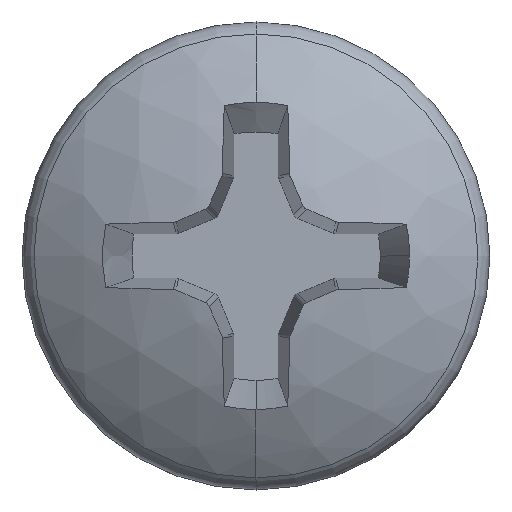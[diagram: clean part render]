
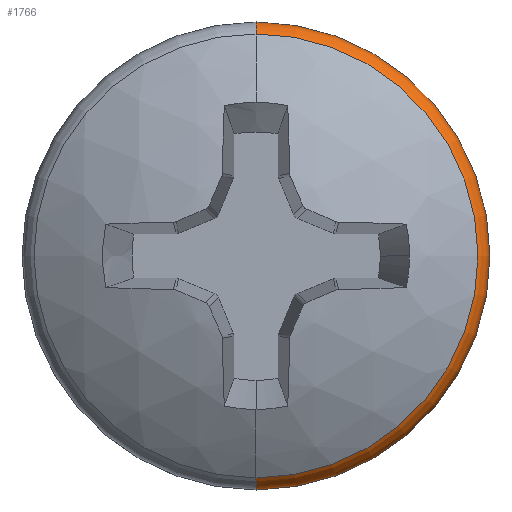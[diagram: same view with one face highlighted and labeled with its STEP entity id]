
A CAD part, top view. The second image highlights one B-rep face of the part: STEP entity #1766.
In plain terms, the highlighted toroidal (fillet/blend) face has major radius 2.986 mm and minor radius 0.444 mm.
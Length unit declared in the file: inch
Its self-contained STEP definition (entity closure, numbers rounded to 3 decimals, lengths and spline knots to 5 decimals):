
#138 = CARTESIAN_POINT ( 'NONE',  ( 0., 0., 0.35255 ) ) ;
#257 = ORIENTED_EDGE ( 'NONE', *, *, #2080, .T. ) ;
#485 = DIRECTION ( 'NONE',  ( 0., -1., 0. ) ) ;
#509 = DIRECTION ( 'NONE',  ( -1., 0., 0. ) ) ;
#622 = ORIENTED_EDGE ( 'NONE', *, *, #2092, .F. ) ;
#935 = VERTEX_POINT ( 'NONE', #3190 ) ;
#936 = DIRECTION ( 'NONE',  ( 0., -1., 0. ) ) ;
#1062 = EDGE_LOOP ( 'NONE', ( #3439, #257, #622, #2167, #3662 ) ) ;
#1172 = DIRECTION ( 'NONE',  ( 1., 0., 0. ) ) ;
#1199 = CARTESIAN_POINT ( 'NONE',  ( 0., 0., 0.35255 ) ) ;
#1289 = VERTEX_POINT ( 'NONE', #2983 ) ;
#1567 = CARTESIAN_POINT ( 'NONE',  ( 0., 0., 0.36647 ) ) ;
#1580 = DIRECTION ( 'NONE',  ( 0., -1., 0. ) ) ;
#1728 = CIRCLE ( 'NONE', #2849, 0.01746 ) ;
#1766 = ADVANCED_FACE ( 'NONE', ( #2873 ), #3773, .T. ) ;
#1873 = VERTEX_POINT ( 'NONE', #4496 ) ;
#1940 = DIRECTION ( 'NONE',  ( 0., -1., 0. ) ) ;
#2010 = VERTEX_POINT ( 'NONE', #4273 ) ;
#2068 = EDGE_CURVE ( 'NONE', #1873, #2010, #2684, .T. ) ;
#2080 = EDGE_CURVE ( 'NONE', #2010, #935, #1728, .T. ) ;
#2092 = EDGE_CURVE ( 'NONE', #4379, #935, #4369, .T. ) ;
#2100 = EDGE_CURVE ( 'NONE', #1289, #4379, #3466, .T. ) ;
#2109 = EDGE_CURVE ( 'NONE', #1289, #1873, #4476, .T. ) ;
#2167 = ORIENTED_EDGE ( 'NONE', *, *, #2100, .F. ) ;
#2625 = DIRECTION ( 'NONE',  ( 0., 0., 1. ) ) ;
#2649 = CARTESIAN_POINT ( 'NONE',  ( 0., -0.11754, 0.35255 ) ) ;
#2684 = CIRCLE ( 'NONE', #2856, 0.135 ) ;
#2784 = AXIS2_PLACEMENT_3D ( 'NONE', #1199, #3682, #1580 ) ;
#2799 = AXIS2_PLACEMENT_3D ( 'NONE', #2649, #509, #3002 ) ;
#2831 = AXIS2_PLACEMENT_3D ( 'NONE', #1567, #4014, #1940 ) ;
#2849 = AXIS2_PLACEMENT_3D ( 'NONE', #3308, #1172, #3657 ) ;
#2856 = AXIS2_PLACEMENT_3D ( 'NONE', #138, #2625, #485 ) ;
#2873 = FACE_OUTER_BOUND ( 'NONE', #1062, .T. ) ;
#2983 = CARTESIAN_POINT ( 'NONE',  ( 0., -0.135, 0.35255 ) ) ;
#3002 = DIRECTION ( 'NONE',  ( 0., 0., 1. ) ) ;
#3092 = DIRECTION ( 'NONE',  ( 0., 0., 1. ) ) ;
#3108 = AXIS2_PLACEMENT_3D ( 'NONE', #4416, #3092, #936 ) ;
#3113 = CARTESIAN_POINT ( 'NONE',  ( 0., -0.12808, 0.36647 ) ) ;
#3190 = CARTESIAN_POINT ( 'NONE',  ( 0., 0.12808, 0.36647 ) ) ;
#3308 = CARTESIAN_POINT ( 'NONE',  ( 0., 0.11754, 0.35255 ) ) ;
#3439 = ORIENTED_EDGE ( 'NONE', *, *, #2068, .T. ) ;
#3466 = CIRCLE ( 'NONE', #2799, 0.01746 ) ;
#3657 = DIRECTION ( 'NONE',  ( 0., 1., 0. ) ) ;
#3662 = ORIENTED_EDGE ( 'NONE', *, *, #2109, .T. ) ;
#3682 = DIRECTION ( 'NONE',  ( 0., 0., 1. ) ) ;
#3773 = TOROIDAL_SURFACE ( 'NONE', #3108, 0.11754, 0.01746 ) ;
#4014 = DIRECTION ( 'NONE',  ( 0., 0., 1. ) ) ;
#4273 = CARTESIAN_POINT ( 'NONE',  ( 0., 0.135, 0.35255 ) ) ;
#4369 = CIRCLE ( 'NONE', #2831, 0.12808 ) ;
#4379 = VERTEX_POINT ( 'NONE', #3113 ) ;
#4416 = CARTESIAN_POINT ( 'NONE',  ( 0., 0., 0.35255 ) ) ;
#4476 = CIRCLE ( 'NONE', #2784, 0.135 ) ;
#4496 = CARTESIAN_POINT ( 'NONE',  ( 0.135, 0., 0.35255 ) ) ;
